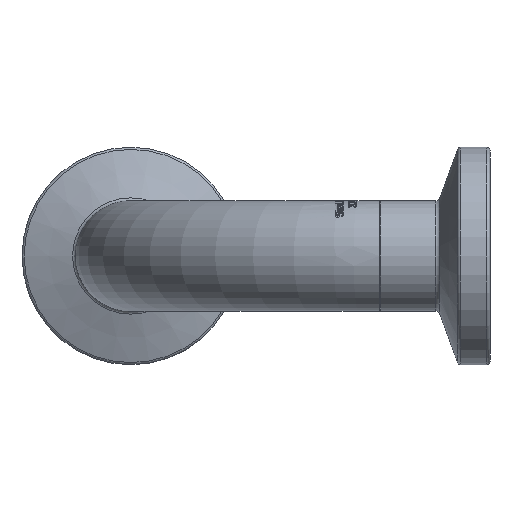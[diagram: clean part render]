
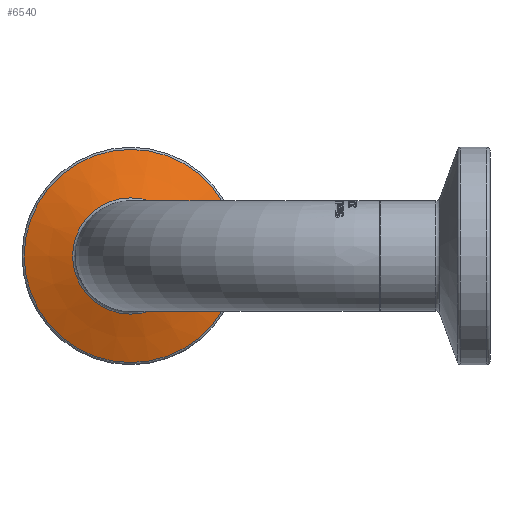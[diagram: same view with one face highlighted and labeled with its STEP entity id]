
A CAD part, left-side view. The second image highlights one B-rep face of the part: STEP entity #6540.
In plain terms, the highlighted conical face has half-angle 70 degrees and reference radius 9.423 mm.
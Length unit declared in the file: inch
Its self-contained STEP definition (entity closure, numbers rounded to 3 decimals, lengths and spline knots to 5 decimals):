
#15=CONICAL_SURFACE('',#6772,0.371,70.);
#54=CIRCLE('',#6771,0.48213);
#55=CIRCLE('',#6773,0.26316);
#304=FACE_BOUND('',#1879,.T.);
#1439=FACE_OUTER_BOUND('',#1878,.T.);
#1878=EDGE_LOOP('',(#6057));
#1879=EDGE_LOOP('',(#6058));
#3163=VERTEX_POINT('',#14772);
#3164=VERTEX_POINT('',#14775);
#4130=EDGE_CURVE('',#3163,#3163,#54,.T.);
#4131=EDGE_CURVE('',#3164,#3164,#55,.T.);
#6057=ORIENTED_EDGE('',*,*,#4131,.F.);
#6058=ORIENTED_EDGE('',*,*,#4130,.F.);
#6540=ADVANCED_FACE('',(#1439,#304),#15,.T.);
#6771=AXIS2_PLACEMENT_3D('',#14773,#7539,#7540);
#6772=AXIS2_PLACEMENT_3D('',#14774,#7541,#7542);
#6773=AXIS2_PLACEMENT_3D('',#14776,#7543,#7544);
#7539=DIRECTION('center_axis',(1.,0.,0.));
#7540=DIRECTION('ref_axis',(0.,-1.,0.));
#7541=DIRECTION('center_axis',(1.,0.,0.));
#7542=DIRECTION('ref_axis',(0.,1.,0.));
#7543=DIRECTION('center_axis',(-1.,0.,0.));
#7544=DIRECTION('ref_axis',(0.,-1.,0.));
#14772=CARTESIAN_POINT('',(3.35241,1.60713,-0.29914));
#14773=CARTESIAN_POINT('Origin',(3.35241,1.125,-0.29914));
#14774=CARTESIAN_POINT('Origin',(3.31196,1.125,-0.29914));
#14775=CARTESIAN_POINT('',(3.27271,1.38816,-0.29914));
#14776=CARTESIAN_POINT('Origin',(3.27271,1.125,-0.29914));
